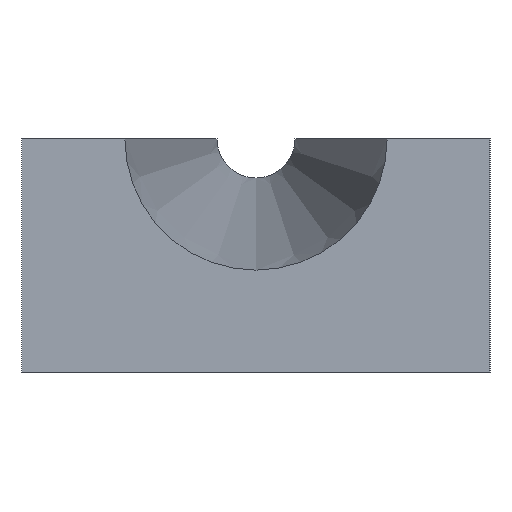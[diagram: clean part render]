
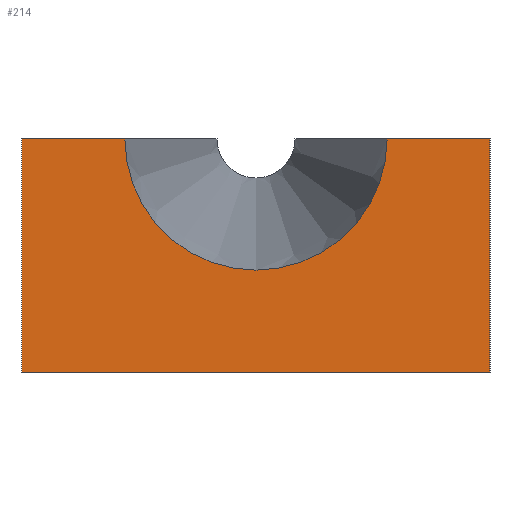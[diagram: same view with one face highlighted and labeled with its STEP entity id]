
A CAD part, left-side view. The second image highlights one B-rep face of the part: STEP entity #214.
In plain terms, the highlighted planar face has unit normal (-1, 0, 0).
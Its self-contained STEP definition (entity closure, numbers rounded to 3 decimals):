
#40=CARTESIAN_POINT('Vertex',(0.,38.1,0.)) ;
#45=CARTESIAN_POINT('Line Origine',(0.,38.1,19.05)) ;
#49=CARTESIAN_POINT('Vertex',(0.,38.1,38.1)) ;
#80=CARTESIAN_POINT('Vertex',(0.,-38.1,38.1)) ;
#85=CARTESIAN_POINT('Line Origine',(0.,-38.1,19.05)) ;
#89=CARTESIAN_POINT('Vertex',(0.,-38.1,0.)) ;
#116=CARTESIAN_POINT('Line Origine',(0.,0.,0.)) ;
#174=CARTESIAN_POINT('Axis2P3D Location',(0.,0.,0.)) ;
#179=CARTESIAN_POINT('Axis2P3D Location',(0.,0.,38.1)) ;
#183=CARTESIAN_POINT('Vertex',(0.,0.,16.75)) ;
#185=CARTESIAN_POINT('Vertex',(0.,-21.35,38.1)) ;
#188=CARTESIAN_POINT('Axis2P3D Location',(0.,0.,38.1)) ;
#192=CARTESIAN_POINT('Vertex',(0.,21.35,38.1)) ;
#195=CARTESIAN_POINT('Line Origine',(0.,29.725,38.1)) ;
#200=CARTESIAN_POINT('Line Origine',(0.,-29.725,38.1)) ;
#47=VECTOR('Line Direction',#46,1.) ;
#87=VECTOR('Line Direction',#86,1.) ;
#118=VECTOR('Line Direction',#117,1.) ;
#197=VECTOR('Line Direction',#196,1.) ;
#202=VECTOR('Line Direction',#201,1.) ;
#46=DIRECTION('Vector Direction',(0.,0.,-1.)) ;
#86=DIRECTION('Vector Direction',(0.,0.,1.)) ;
#117=DIRECTION('Vector Direction',(0.,1.,0.)) ;
#175=DIRECTION('Axis2P3D Direction',(1.,0.,0.)) ;
#176=DIRECTION('Axis2P3D XDirection',(0.,1.,0.)) ;
#180=DIRECTION('Axis2P3D Direction',(1.,0.,0.)) ;
#189=DIRECTION('Axis2P3D Direction',(1.,0.,0.)) ;
#196=DIRECTION('Vector Direction',(0.,-1.,0.)) ;
#201=DIRECTION('Vector Direction',(0.,-1.,0.)) ;
#177=AXIS2_PLACEMENT_3D('Plane Axis2P3D',#174,#175,#176) ;
#181=AXIS2_PLACEMENT_3D('Circle Axis2P3D',#179,#180,$) ;
#190=AXIS2_PLACEMENT_3D('Circle Axis2P3D',#188,#189,$) ;
#48=LINE('Line',#45,#47) ;
#88=LINE('Line',#85,#87) ;
#119=LINE('Line',#116,#118) ;
#198=LINE('Line',#195,#197) ;
#203=LINE('Line',#200,#202) ;
#182=CIRCLE('generated circle',#181,21.35) ;
#191=CIRCLE('generated circle',#190,21.35) ;
#178=PLANE('',#177) ;
#51=EDGE_CURVE('',#41,#50,#48,.F.) ;
#91=EDGE_CURVE('',#81,#90,#88,.F.) ;
#120=EDGE_CURVE('',#90,#41,#119,.T.) ;
#187=EDGE_CURVE('',#184,#186,#182,.F.) ;
#194=EDGE_CURVE('',#193,#184,#191,.F.) ;
#199=EDGE_CURVE('',#50,#193,#198,.T.) ;
#204=EDGE_CURVE('',#186,#81,#203,.T.) ;
#206=ORIENTED_EDGE('',*,*,#187,.F.) ;
#207=ORIENTED_EDGE('',*,*,#194,.F.) ;
#208=ORIENTED_EDGE('',*,*,#199,.F.) ;
#209=ORIENTED_EDGE('',*,*,#51,.F.) ;
#210=ORIENTED_EDGE('',*,*,#120,.F.) ;
#211=ORIENTED_EDGE('',*,*,#91,.F.) ;
#212=ORIENTED_EDGE('',*,*,#204,.F.) ;
#205=EDGE_LOOP('',(#206,#207,#208,#209,#210,#211,#212)) ;
#41=VERTEX_POINT('',#40) ;
#50=VERTEX_POINT('',#49) ;
#81=VERTEX_POINT('',#80) ;
#90=VERTEX_POINT('',#89) ;
#184=VERTEX_POINT('',#183) ;
#186=VERTEX_POINT('',#185) ;
#193=VERTEX_POINT('',#192) ;
#214=ADVANCED_FACE('PartBody',(#213),#178,.F.) ;
#213=FACE_OUTER_BOUND('',#205,.T.) ;
